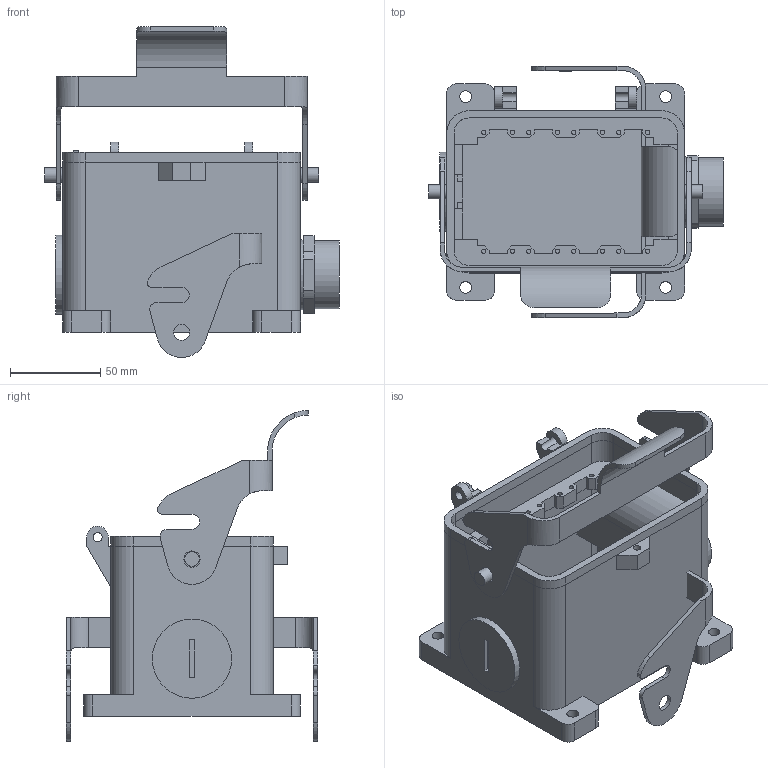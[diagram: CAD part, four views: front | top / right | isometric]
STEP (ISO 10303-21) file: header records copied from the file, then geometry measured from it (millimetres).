
FILE_DESCRIPTION( ( 'Unknown' ), '1' );
FILE_NAME( 'H_A_64_SGR_NPT_1_ASM.stp', 'Unknown', ( 'Unknown' ), ( 'Unknown' ), 'PSStep 11.0', 'Unknown', ' ' );
FILE_SCHEMA( ( 'AUTOMOTIVE_DESIGN { 1 0 10303 214 1 1 1 1 }' ) );
Length unit declared in the file: millimetre
Products named in the file (3): Assem1; H_A_64_SGR_NPT_1; H_A_64_LEVER
Bounding box: 163.5 x 139.5 x 183.79 mm (x, y, z)
Volume: 675344.4 mm3; surface area: 283469.5 mm2
Topology: 4 solids, 4 shells, 532 faces, 1540 edges, 1030 vertices
Faces by surface type: plane 354, cylinder 176, cone 2
Full cylindrical faces by diameter (mm): 2.459 x32, 4.134 x2, 5.1 x4, 6.5 x8, 8 x4, 9 x4, 28 x2, 30.411 x2, 38 x2, 39 x2, 44 x2
Entity records: 10816 total; most frequent: CARTESIAN_POINT 1621, ORIENTED_EDGE 1434, DIRECTION 1426, EDGE_CURVE 717, LINE 530, VECTOR 530, VERTEX_POINT 495, AXIS2_PLACEMENT_3D 448
